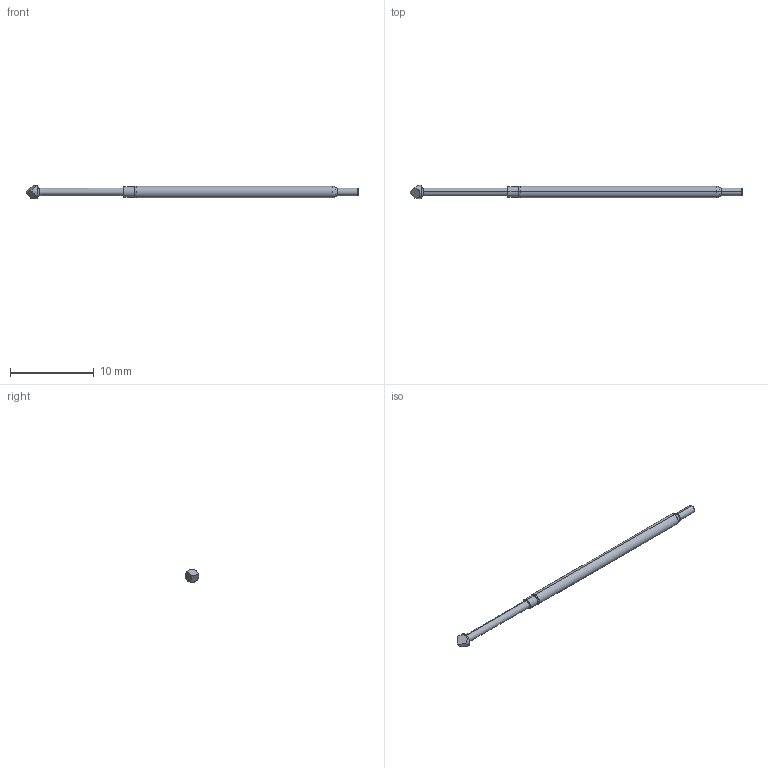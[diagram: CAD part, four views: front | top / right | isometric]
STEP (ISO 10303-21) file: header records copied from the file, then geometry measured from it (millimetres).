
FILE_DESCRIPTION (( 'STEP AP214' ), '1' );
FILE_NAME ('X75-PRP4003_.STEP', '2016-04-19T14:33:41', ( 'spare' ), ( '' ), 'SwSTEP 2.0', 'SolidWorks 2016', '' );
FILE_SCHEMA (( 'AUTOMOTIVE_DESIGN' ));
Length unit declared in the file: inch
Products named in the file (1): X75-PRP4003_
Bounding box: 39.62 x 1.58 x 1.58 mm (x, y, z)
Volume: 47 mm3; surface area: 153.5 mm2
Topology: 1 solids, 1 shells, 34 faces, 69 edges, 38 vertices
Faces by surface type: torus 12, cone 8, cylinder 8, plane 6
Entity records: 1365 total; most frequent: DIRECTION 176, CARTESIAN_POINT 157, ORIENTED_EDGE 138, AXIS2_PLACEMENT_3D 77, EDGE_CURVE 69, CIRCLE 42, VERTEX_POINT 38, DIMENSIONAL_EXPONENTS 37
